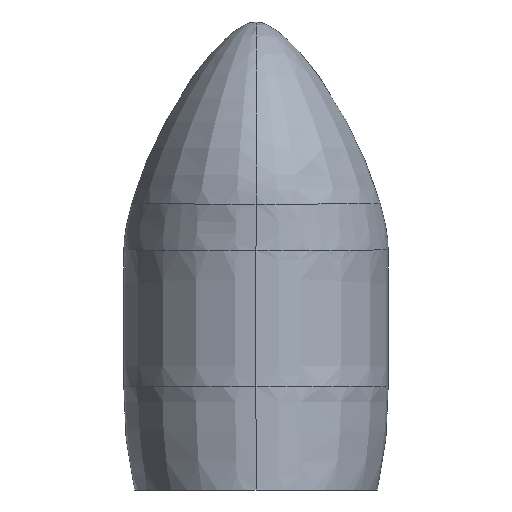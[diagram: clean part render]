
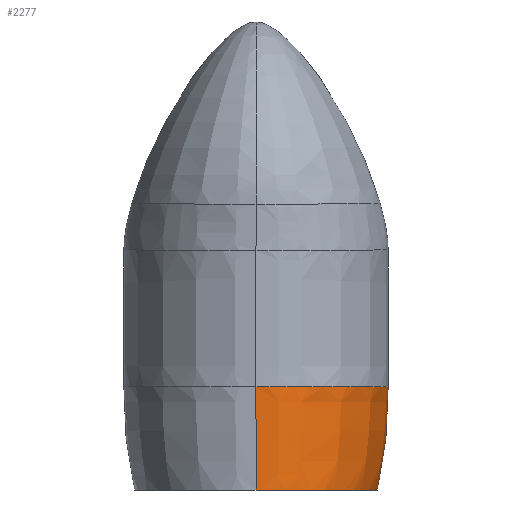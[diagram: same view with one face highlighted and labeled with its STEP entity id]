
A CAD part, front view. The second image highlights one B-rep face of the part: STEP entity #2277.
In plain terms, the highlighted free-form (B-spline) face has degree [5, 5] with [10, 8] control points.
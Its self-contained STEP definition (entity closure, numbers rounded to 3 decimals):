
#191=CARTESIAN_POINT('',(72.496,0.,-200.007));
#253=CARTESIAN_POINT('',(72.496,0.,-200.007));
#254=CARTESIAN_POINT('',(72.496,-11.781,-200.007));
#255=CARTESIAN_POINT('',(68.73,-35.337,-200.016));
#256=CARTESIAN_POINT('',(55.315,-60.291,-200.042));
#257=CARTESIAN_POINT('',(40.583,-75.31,-200.063));
#258=CARTESIAN_POINT('',(27.97,-83.685,-200.076));
#259=CARTESIAN_POINT('',(14.266,-88.841,-200.085));
#260=CARTESIAN_POINT('',(4.756,-90.,-200.088));
#261=CARTESIAN_POINT('',(0.,-90.,
-200.088));
#277=CARTESIAN_POINT('',(0.,-90.,-256.7));
#278=CARTESIAN_POINT('',(3.165,-90.,-256.7));
#279=CARTESIAN_POINT('',(9.367,-89.386,-256.7));
#280=CARTESIAN_POINT('',(18.407,-86.729,-256.7));
#281=CARTESIAN_POINT('',(26.815,-82.56,-256.7));
#282=CARTESIAN_POINT('',(34.487,-77.126,-256.7));
#283=CARTESIAN_POINT('',(41.388,-70.619,-256.7));
#284=CARTESIAN_POINT('',(47.609,-63.052,-256.7));
#285=CARTESIAN_POINT('',(53.152,-54.383,-256.7));
#286=CARTESIAN_POINT('',(57.861,-44.782,-256.7));
#287=CARTESIAN_POINT('',(61.62,-34.478,-256.7));
#288=CARTESIAN_POINT('',(64.398,-23.538,-256.7));
#289=CARTESIAN_POINT('',(66.133,-12.042,-256.7));
#290=CARTESIAN_POINT('',(66.542,-4.069,-256.7));
#291=CARTESIAN_POINT('',(66.542,0.,-256.7));
#293=CARTESIAN_POINT('',(0.,-90.,
-200.088));
#294=CARTESIAN_POINT('',(0.,-90.,
-209.907));
#295=CARTESIAN_POINT('',(0.,-90.,
-228.333));
#296=CARTESIAN_POINT('',(0.,-90.,
-247.026));
#297=CARTESIAN_POINT('',(0.,-90.,
-256.051));
#298=CARTESIAN_POINT('',(0.,-90.,-256.7));
#316=CARTESIAN_POINT('',(72.496,0.,-200.007));
#317=CARTESIAN_POINT('',(72.496,0.,-204.911));
#318=CARTESIAN_POINT('',(72.304,0.,-214.718));
#319=CARTESIAN_POINT('',(71.351,0.,-228.852));
#320=CARTESIAN_POINT('',(69.606,0.,-242.397));
#321=CARTESIAN_POINT('',(67.802,0.,-251.449));
#322=CARTESIAN_POINT('',(66.668,0.,-256.184));
#323=CARTESIAN_POINT('',(66.542,0.,-256.7));
#382=VERTEX_POINT('',#191);
#383=VERTEX_POINT('',#261);
#387=VERTEX_POINT('',#323);
#388=VERTEX_POINT('',#298);
#2187=CARTESIAN_POINT('',(72.47,2.374,-199.443));
#2188=CARTESIAN_POINT('',(72.479,2.374,-205.44));
#2189=CARTESIAN_POINT('',(72.267,2.374,-216.563));
#2190=CARTESIAN_POINT('',(71.342,2.374,-232.814));
#2191=CARTESIAN_POINT('',(68.932,2.374,-249.411));
#2192=CARTESIAN_POINT('',(64.421,2.374,-265.277));
#2193=CARTESIAN_POINT('',(61.253,2.374,-275.135));
#2194=CARTESIAN_POINT('',(59.588,2.374,-280.027));
#2195=CARTESIAN_POINT('',(72.63,-5.167,
-199.442));
#2196=CARTESIAN_POINT('',(72.639,-5.167,
-205.44));
#2197=CARTESIAN_POINT('',(72.426,-5.167,
-216.562));
#2198=CARTESIAN_POINT('',(71.5,-5.167,
-232.813));
#2199=CARTESIAN_POINT('',(69.086,-5.167,
-249.413));
#2200=CARTESIAN_POINT('',(64.564,-5.167,
-265.279));
#2201=CARTESIAN_POINT('',(61.389,-5.167,
-275.136));
#2202=CARTESIAN_POINT('',(59.72,-5.167,
-280.027));
#2203=CARTESIAN_POINT('',(71.71,-19.815,
-199.444));
#2204=CARTESIAN_POINT('',(71.719,-19.815,
-205.442));
#2205=CARTESIAN_POINT('',(71.509,-19.815,
-216.565));
#2206=CARTESIAN_POINT('',(70.592,-19.814,
-232.817));
#2207=CARTESIAN_POINT('',(68.202,-19.813,
-249.4));
#2208=CARTESIAN_POINT('',(63.738,-19.813,
-265.266));
#2209=CARTESIAN_POINT('',(60.606,-19.814,
-275.131));
#2210=CARTESIAN_POINT('',(58.962,-19.814,
-280.027));
#2211=CARTESIAN_POINT('',(66.796,-41.046,
-199.455));
#2212=CARTESIAN_POINT('',(66.807,-41.045,
-205.454));
#2213=CARTESIAN_POINT('',(66.613,-41.045,
-216.58));
#2214=CARTESIAN_POINT('',(65.748,-41.048,
-232.839));
#2215=CARTESIAN_POINT('',(63.482,-41.058,
-249.328));
#2216=CARTESIAN_POINT('',(59.324,-41.059,
-265.197));
#2217=CARTESIAN_POINT('',(56.429,-41.053,
-275.099));
#2218=CARTESIAN_POINT('',(54.911,-41.049,
-280.023));
#2219=CARTESIAN_POINT('',(55.261,-62.81,
-199.479));
#2220=CARTESIAN_POINT('',(55.275,-62.807,
-205.479));
#2221=CARTESIAN_POINT('',(55.118,-62.806,
-216.61));
#2222=CARTESIAN_POINT('',(54.38,-62.817,
-232.885));
#2223=CARTESIAN_POINT('',(52.419,-62.856,
-249.176));
#2224=CARTESIAN_POINT('',(48.98,-62.858,
-265.052));
#2225=CARTESIAN_POINT('',(46.631,-62.836,
-275.033));
#2226=CARTESIAN_POINT('',(45.406,-62.822,
-280.015));
#2227=CARTESIAN_POINT('',(35.85,-80.682,
-199.506));
#2228=CARTESIAN_POINT('',(35.866,-80.681,
-205.509));
#2229=CARTESIAN_POINT('',(35.769,-80.681,
-216.646));
#2230=CARTESIAN_POINT('',(35.256,-80.682,
-232.938));
#2231=CARTESIAN_POINT('',(33.856,-80.687,
-248.999));
#2232=CARTESIAN_POINT('',(31.626,-80.688,
-264.882));
#2233=CARTESIAN_POINT('',(30.172,-80.685,
-274.955));
#2234=CARTESIAN_POINT('',(29.424,-80.683,
-280.006));
#2235=CARTESIAN_POINT('',(19.024,-87.955,
-199.519));
#2236=CARTESIAN_POINT('',(19.035,-87.955,
-205.523));
#2237=CARTESIAN_POINT('',(18.985,-87.955,
-216.662));
#2238=CARTESIAN_POINT('',(18.702,-87.953,
-232.963));
#2239=CARTESIAN_POINT('',(17.92,-87.946,
-248.916));
#2240=CARTESIAN_POINT('',(16.736,-87.946,
-264.803));
#2241=CARTESIAN_POINT('',(15.987,-87.95,
-274.919));
#2242=CARTESIAN_POINT('',(15.604,-87.953,
-280.001));
#2243=CARTESIAN_POINT('',(7.197,-89.89,
-199.522));
#2244=CARTESIAN_POINT('',(7.201,-89.89,
-205.526));
#2245=CARTESIAN_POINT('',(7.182,-89.89,
-216.667));
#2246=CARTESIAN_POINT('',(7.075,-89.89,
-232.97));
#2247=CARTESIAN_POINT('',(6.776,-89.89,
-248.893));
#2248=CARTESIAN_POINT('',(6.329,-89.89,
-264.781));
#2249=CARTESIAN_POINT('',(6.046,-89.89,
-274.909));
#2250=CARTESIAN_POINT('',(5.902,-89.89,
-280.));
#2251=CARTESIAN_POINT('',(1.026,-90.084,
-199.523));
#2252=CARTESIAN_POINT('',(1.026,-90.084,
-205.527));
#2253=CARTESIAN_POINT('',(1.024,-90.084,
-216.667));
#2254=CARTESIAN_POINT('',(1.008,-90.084,
-232.971));
#2255=CARTESIAN_POINT('',(0.966,-90.085,
-248.891));
#2256=CARTESIAN_POINT('',(0.902,-90.085,
-264.779));
#2257=CARTESIAN_POINT('',(0.862,-90.084,
-274.908));
#2258=CARTESIAN_POINT('',(0.841,-90.084,
-280.));
#2259=CARTESIAN_POINT('',(-2.282,-89.956,
-199.522));
#2260=CARTESIAN_POINT('',(-2.283,-89.956,
-205.526));
#2261=CARTESIAN_POINT('',(-2.277,-89.956,
-216.667));
#2262=CARTESIAN_POINT('',(-2.243,-89.956,
-232.97));
#2263=CARTESIAN_POINT('',(-2.149,-89.955,
-248.892));
#2264=CARTESIAN_POINT('',(-2.007,-89.955,
-264.78));
#2265=CARTESIAN_POINT('',(-1.917,-89.956,
-274.909));
#2266=CARTESIAN_POINT('',(-1.872,-89.956,
-280.));
#2267=B_SPLINE_SURFACE_WITH_KNOTS('',5,5,((#2187,#2188,#2189,#2190,#2191,#2192,
#2193,#2194),(#2195,#2196,#2197,#2198,#2199,#2200,#2201,#2202),(#2203,#2204,
#2205,#2206,#2207,#2208,#2209,#2210),(#2211,#2212,#2213,#2214,#2215,#2216,#2217,
#2218),(#2219,#2220,#2221,#2222,#2223,#2224,#2225,#2226),(#2227,#2228,#2229,
#2230,#2231,#2232,#2233,#2234),(#2235,#2236,#2237,#2238,#2239,#2240,#2241,
#2242),(#2243,#2244,#2245,#2246,#2247,#2248,#2249,#2250),(#2251,#2252,#2253,
#2254,#2255,#2256,#2257,#2258),(#2259,#2260,#2261,#2262,#2263,#2264,#2265,
#2266)),.UNSPECIFIED.,.F.,.F.,.F.,(6,1,1,1,1,6),(6,1,1,6),(0.246,
0.313,0.375,0.438,0.469,0.505),(0.42,
0.471,0.516,0.56),.UNSPECIFIED.);
#2269=ORIENTED_EDGE('',*,*,#2268,.T.);
#2271=ORIENTED_EDGE('',*,*,#2270,.F.);
#2273=ORIENTED_EDGE('',*,*,#2272,.F.);
#2274=ORIENTED_EDGE('',*,*,#2181,.F.);
#2275=EDGE_LOOP('',(#2269,#2271,#2273,#2274));
#2276=FACE_OUTER_BOUND('',#2275,.F.);
#2277=ADVANCED_FACE('',(#2276),#2267,.T.);
#262=B_SPLINE_CURVE_WITH_KNOTS('',3,(#253,#254,#255,#256,#257,#258,#259,#260,
#261),.UNSPECIFIED.,.F.,.F.,(4,1,1,1,1,1,4),(0.,0.25,0.5,0.625,0.75,
0.875,1.),.UNSPECIFIED.);
#292=B_SPLINE_CURVE_WITH_KNOTS('',3,(#277,#278,#279,#280,#281,#282,#283,#284,
#285,#286,#287,#288,#289,#290,#291),.UNSPECIFIED.,.F.,.F.,(4,1,1,1,1,1,1,1,1,1,
1,1,4),(0.,0.083,0.167,0.25,0.333,
0.417,0.5,0.583,0.667,0.75,
0.833,0.917,1.),.UNSPECIFIED.);
#299=B_SPLINE_CURVE_WITH_KNOTS('',3,(#293,#294,#295,#296,#297,#298),
.UNSPECIFIED.,.F.,.F.,(4,1,1,4),(0.,0.516,0.965,1.),
.UNSPECIFIED.);
#324=B_SPLINE_CURVE_WITH_KNOTS('',3,(#316,#317,#318,#319,#320,#321,#322,#323),
.UNSPECIFIED.,.F.,.F.,(4,1,1,1,1,4),(0.,0.26,0.52,
0.746,0.972,1.),.UNSPECIFIED.);
#2181=EDGE_CURVE('',#382,#383,#262,.T.);
#2268=EDGE_CURVE('',#382,#387,#324,.T.);
#2270=EDGE_CURVE('',#388,#387,#292,.T.);
#2272=EDGE_CURVE('',#383,#388,#299,.T.);
